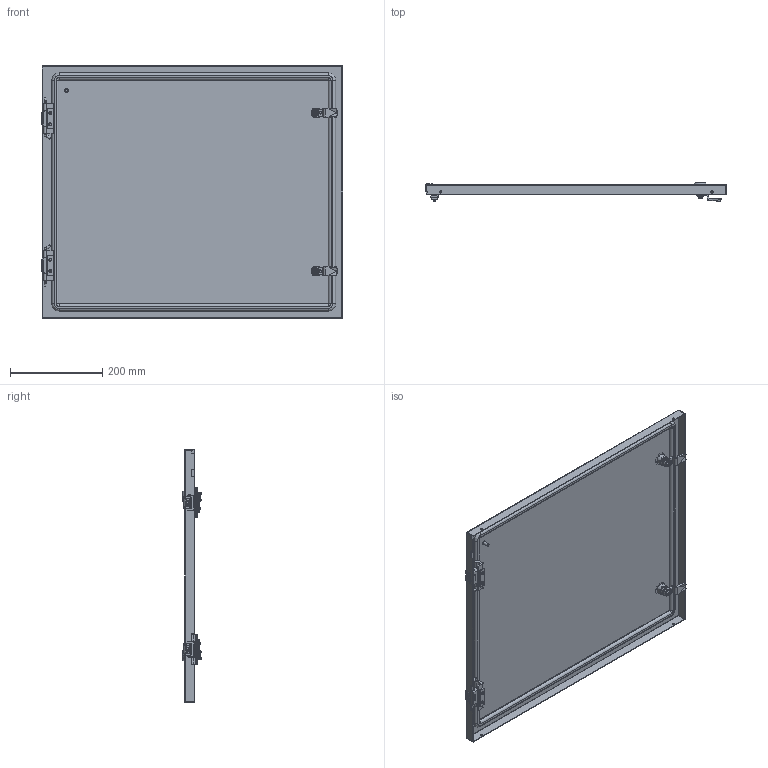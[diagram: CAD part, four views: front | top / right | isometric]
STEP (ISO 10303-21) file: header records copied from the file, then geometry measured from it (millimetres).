
FILE_DESCRIPTION (( 'STEP AP214' ), '1' );
FILE_NAME ('SCE-STWBTD.STEP', '2021-01-30T15:13:59', ( '' ), ( '' ), 'SwSTEP 2.0', 'SolidWorks 2019', '' );
FILE_SCHEMA (( 'AUTOMOTIVE_DESIGN' ));
Length unit declared in the file: inch
Products named in the file (1): SCE-STWBTD
Bounding box: 652.4 x 39.96 x 546.1 mm (x, y, z)
Volume: 890157.4 mm3; surface area: 942685 mm2
Topology: 29 solids, 29 shells, 1611 faces, 4147 edges, 2613 vertices
Faces by surface type: plane 784, cylinder 579, bspline 172, cone 46, torus 22, sphere 8
Full cylindrical faces by diameter (mm): 1.016 x2, 3.454 x2, 3.962 x2, 3.978 x2, 4.318 x6, 4.369 x4, 4.775 x4, 4.978 x8, 5 x2, 5.182 x4, 5.207 x4, 5.232 x4, 5.5 x2, 5.537 x2, 6.096 x4, 6.198 x4, 6.299 x1, 6.35 x4, 9.525 x4, 9.9 x2, 10 x2, 12.8 x2, 13.5 x2, 16 x2, 16.1 x2, 19.8 x2, 28 x2
Entity records: 75663 total; most frequent: CARTESIAN_POINT 17142, ORIENTED_EDGE 7802, DIRECTION 7443, EDGE_CURVE 3901, AXIS2_PLACEMENT_3D 2588, VERTEX_POINT 2538, LINE 2267, VECTOR 2267
